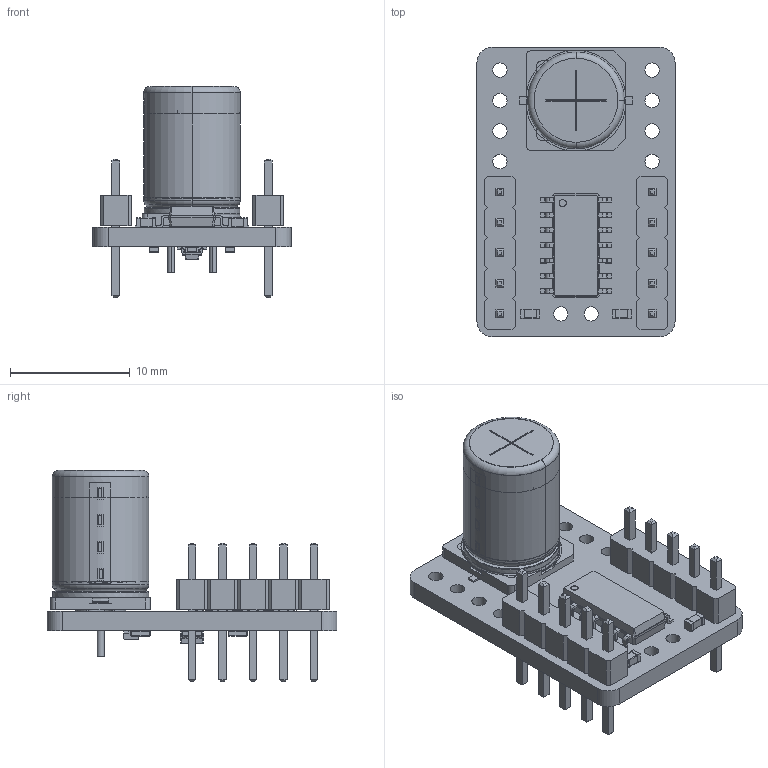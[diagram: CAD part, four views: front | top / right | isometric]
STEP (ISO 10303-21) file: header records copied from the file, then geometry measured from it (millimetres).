
FILE_DESCRIPTION(('FreeCAD Model'),'2;1');
FILE_NAME('PCBA_SWITCHING_sp.step', '2019-02-07T16:04:18',('kicad StepUp'),('ksu MCAD'), 'Open CASCADE STEP processor 7.2','FreeCAD','Unknown');
FILE_SCHEMA(('AUTOMOTIVE_DESIGN { 1 0 10303 214 1 1 1 1 }'));
Length unit declared in the file: millimetre
Products named in the file (1): PCBA_SWITCHING_sp
Bounding box: 16.51 x 24.13 x 17.59 mm (x, y, z)
Volume: 1597.7 mm3; surface area: 3113.2 mm2
Topology: 16 solids, 19 shells, 1059 faces, 2679 edges, 1697 vertices
Faces by surface type: plane 680, cylinder 257, bspline 82, torus 38, revolution 2
Full cylindrical faces by diameter (mm): 0.6 x1, 0.8 x2, 1.2 x20, 6.3 x2, 8 x2
Entity records: 39016 total; most frequent: CARTESIAN_POINT 6182, ORIENTED_EDGE 5322, DIRECTION 5070, EDGE_CURVE 2679, LINE 2014, VECTOR 2014, VERTEX_POINT 1697, AXIS2_PLACEMENT_3D 1527
